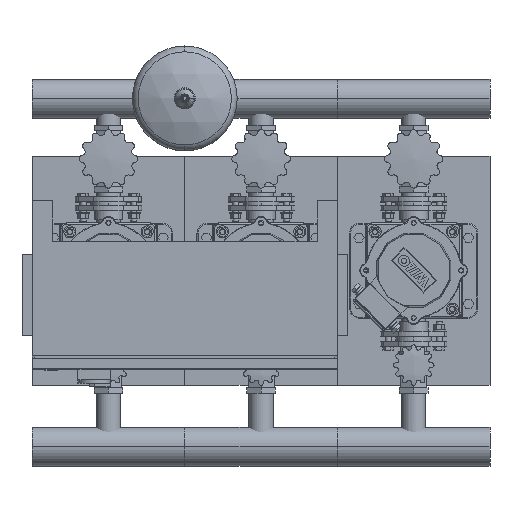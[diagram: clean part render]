
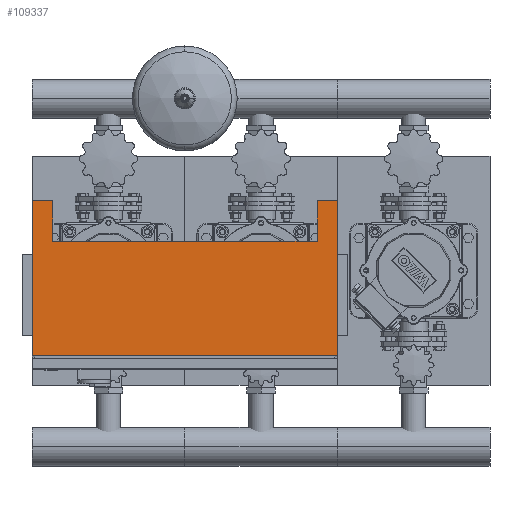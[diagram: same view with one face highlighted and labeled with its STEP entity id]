
A CAD part, top view. The second image highlights one B-rep face of the part: STEP entity #109337.
In plain terms, the highlighted planar face has unit normal (0, 0, 1).
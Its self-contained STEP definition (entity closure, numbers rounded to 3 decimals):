
#107985=CARTESIAN_POINT('',(560.0,134.925,1670.0));
#107986=VERTEX_POINT('',#107985);
#107987=CARTESIAN_POINT('',(600.0,134.925,1670.0));
#107988=VERTEX_POINT('',#107987);
#107989=CARTESIAN_POINT('',(560.0,134.925,1670.0));
#107990=DIRECTION('',(1.0,0.0,0.0));
#107991=VECTOR('',#107990,40.0);
#107992=LINE('',#107989,#107991);
#107993=EDGE_CURVE('',#107986,#107988,#107992,.T.);
#108047=CARTESIAN_POINT('',(560.0,54.925,1670.0));
#108048=VERTEX_POINT('',#108047);
#108055=CARTESIAN_POINT('',(560.0,134.925,1670.0));
#108056=DIRECTION('',(0.0,-1.0,0.0));
#108057=VECTOR('',#108056,80.0);
#108058=LINE('',#108055,#108057);
#108059=EDGE_CURVE('',#107986,#108048,#108058,.T.);
#108082=CARTESIAN_POINT('',(0.,134.925,1670.0));
#108083=VERTEX_POINT('',#108082);
#108090=CARTESIAN_POINT('',(40.,134.925,1670.0));
#108091=VERTEX_POINT('',#108090);
#108092=CARTESIAN_POINT('',(40.,134.925,1670.0));
#108093=DIRECTION('',(-1.0,0.0,0.0));
#108094=VECTOR('',#108093,40.0);
#108095=LINE('',#108092,#108094);
#108096=EDGE_CURVE('',#108091,#108083,#108095,.T.);
#108159=CARTESIAN_POINT('',(40.,54.925,1670.0));
#108160=VERTEX_POINT('',#108159);
#108161=CARTESIAN_POINT('',(40.,134.925,1670.0));
#108162=DIRECTION('',(0.0,-1.0,0.0));
#108163=VECTOR('',#108162,80.0);
#108164=LINE('',#108161,#108163);
#108165=EDGE_CURVE('',#108091,#108160,#108164,.T.);
#108207=CARTESIAN_POINT('',(560.0,54.925,1670.0));
#108208=DIRECTION('',(-1.0,0.0,0.0));
#108209=VECTOR('',#108208,520.0);
#108210=LINE('',#108207,#108209);
#108211=EDGE_CURVE('',#108048,#108160,#108210,.T.);
#109271=CARTESIAN_POINT('',(600.0,-170.075,1670.0));
#109272=VERTEX_POINT('',#109271);
#109281=CARTESIAN_POINT('',(0.,-170.075,1670.0));
#109282=VERTEX_POINT('',#109281);
#109283=CARTESIAN_POINT('',(0.,-170.075,1670.0));
#109284=DIRECTION('',(1.0,0.0,0.0));
#109285=VECTOR('',#109284,600.0);
#109286=LINE('',#109283,#109285);
#109287=EDGE_CURVE('',#109282,#109272,#109286,.T.);
#109312=CARTESIAN_POINT('',(0.,54.925,1670.0));
#109313=DIRECTION('',(0.0,0.0,1.0));
#109314=DIRECTION('',(0.0,-1.0,0.0));
#109315=AXIS2_PLACEMENT_3D('',#109312,#109313,#109314);
#109316=PLANE('',#109315);
#109317=ORIENTED_EDGE('',*,*,#109287,.T.);
#109318=CARTESIAN_POINT('',(600.0,134.925,1670.0));
#109319=DIRECTION('',(0.0,-1.0,0.0));
#109320=VECTOR('',#109319,305.0);
#109321=LINE('',#109318,#109320);
#109322=EDGE_CURVE('',#107988,#109272,#109321,.T.);
#109323=ORIENTED_EDGE('',*,*,#109322,.F.);
#109324=ORIENTED_EDGE('',*,*,#107993,.F.);
#109325=ORIENTED_EDGE('',*,*,#108059,.T.);
#109326=ORIENTED_EDGE('',*,*,#108211,.T.);
#109327=ORIENTED_EDGE('',*,*,#108165,.F.);
#109328=ORIENTED_EDGE('',*,*,#108096,.T.);
#109329=CARTESIAN_POINT('',(0.,134.925,1670.0));
#109330=DIRECTION('',(0.0,-1.0,0.0));
#109331=VECTOR('',#109330,305.0);
#109332=LINE('',#109329,#109331);
#109333=EDGE_CURVE('',#108083,#109282,#109332,.T.);
#109334=ORIENTED_EDGE('',*,*,#109333,.T.);
#109335=EDGE_LOOP('',(#109317,#109323,#109324,#109325,#109326,#109327,#109328,#109334));
#109336=FACE_OUTER_BOUND('',#109335,.T.);
#109337=ADVANCED_FACE('',(#109336),#109316,.T.);
